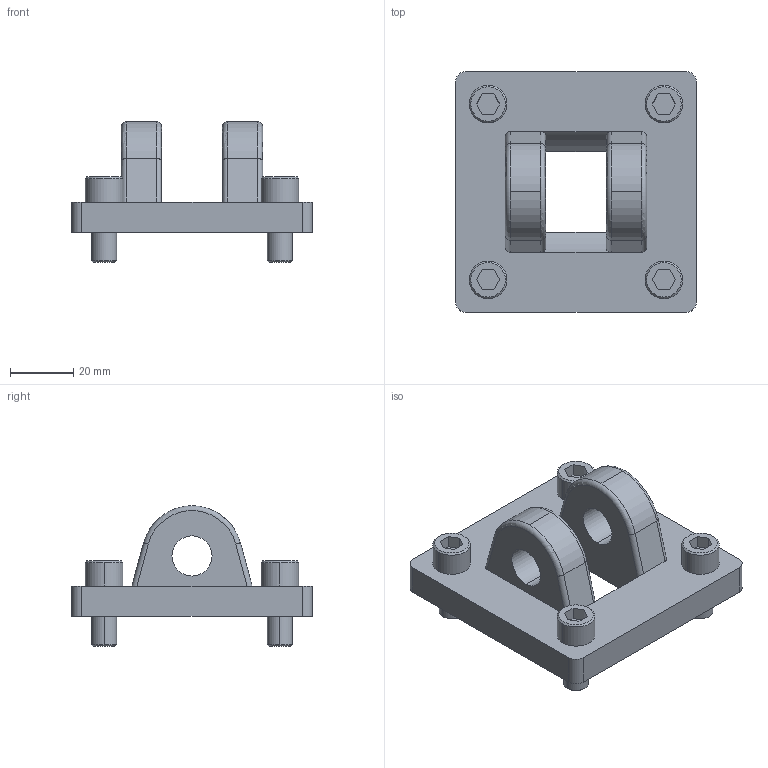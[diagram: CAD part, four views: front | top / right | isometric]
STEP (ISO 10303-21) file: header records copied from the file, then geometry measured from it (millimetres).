
FILE_DESCRIPTION (( 'STEP AP203' ), '1' );
FILE_NAME ('D2SPC-3.step', '2020-09-03T19:33:36', ( '' ), ( '' ), 'SwSTEP 2.0', 'SolidWorks 2019', '' );
FILE_SCHEMA (( 'CONFIG_CONTROL_DESIGN' ));
Length unit declared in the file: inch
Products named in the file (1): D2SPC-3
Bounding box: 76.2 x 76.2 x 44.45 mm (x, y, z)
Volume: 69220.5 mm3; surface area: 23166.1 mm2
Topology: 5 solids, 5 shells, 122 faces, 284 edges, 180 vertices
Faces by surface type: plane 56, cylinder 46, cone 16, torus 4
Entity records: 3599 total; most frequent: CARTESIAN_POINT 639, DIRECTION 626, ORIENTED_EDGE 568, EDGE_CURVE 284, AXIS2_PLACEMENT_3D 227, VERTEX_POINT 180, LINE 172, VECTOR 172
